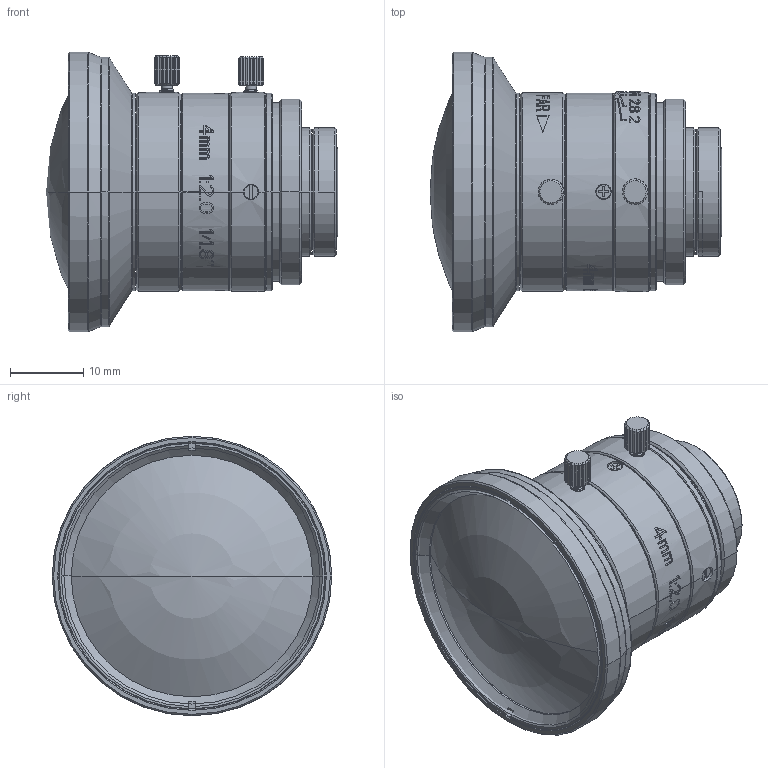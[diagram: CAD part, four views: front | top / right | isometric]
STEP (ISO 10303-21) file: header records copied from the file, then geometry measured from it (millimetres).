
FILE_DESCRIPTION(('FreeCAD Model'),'2;1');
FILE_NAME('Open CASCADE Shape Model','2025-01-22T09:41:33',('Author'),( ''),'Open CASCADE STEP processor 7.8','FreeCAD','Unknown');
FILE_SCHEMA(('AUTOMOTIVE_DESIGN { 1 0 10303 214 1 1 1 1 }'));
Length unit declared in the file: millimetre
Products named in the file (44): VA-LCM-5MP-04MM-F2.0-018; 200_ASM_4_ASM; 202_ASM_1_ASM; 502_1; SOLID; COMPOUND003; COMPOUND; COMPOUND001; COMPOUND002; 311_1; 516_1; SOLID001; SHELL; 504_2; SOLID002; COMPOUND006; COMPOUND004; COMPOUND005; 505_4; SOLID003; SHELL001; M14252001_1; 506_5; SOLID004; COMPOUND009; COMPOUND007; COMPOUND008; 541_1; SOLID005; SHELL002; 507_1; SOLID006; SHELL003; 201_ASM_1_ASM; 501_1; SOLID007; COMPOUND012; COMPOUND010; COMPOUND011; 301_1 ...
Assembly tree (48 placements, depth 6):
  VA-LCM-5MP-04MM-F2.0-018
    200_ASM_4_ASM
      202_ASM_1_ASM
        502_1
          SOLID
          COMPOUND003
            COMPOUND
            COMPOUND001
            COMPOUND002
        311_1
        516_1
          SOLID001
          SHELL
      504_2
        SOLID002
        COMPOUND006
          COMPOUND004
          COMPOUND005
      505_4
        SOLID003
        SHELL001
      M14252001_1  x5
      506_5
        SOLID004
        COMPOUND009
          COMPOUND007
          COMPOUND008
      541_1
        SOLID005
        SHELL002
      507_1
        SOLID006
        SHELL003
      201_ASM_1_ASM
        501_1
          SOLID007
          COMPOUND012
            COMPOUND010
            COMPOUND011
        301_1
        511_1
          SOLID008
          SHELL004
      531_1  x2
Bounding box: 39.86 x 38.2 x 38.2 mm (x, y, z)
Volume: 13660.8 mm3; surface area: 18923.4 mm2
Topology: 18 solids, 32 shells, 1718 faces, 4830 edges, 3250 vertices
Faces by surface type: plane 672, bspline 447, cylinder 362, cone 219, torus 10, sphere 8
Entity records: 67344 total; most frequent: CARTESIAN_POINT 28845, ORIENTED_EDGE 8608, DIRECTION 6609, EDGE_CURVE 4338, VERTEX_POINT 2925, AXIS2_PLACEMENT_3D 2472, FACE_BOUND 1692, EDGE_LOOP 1692
